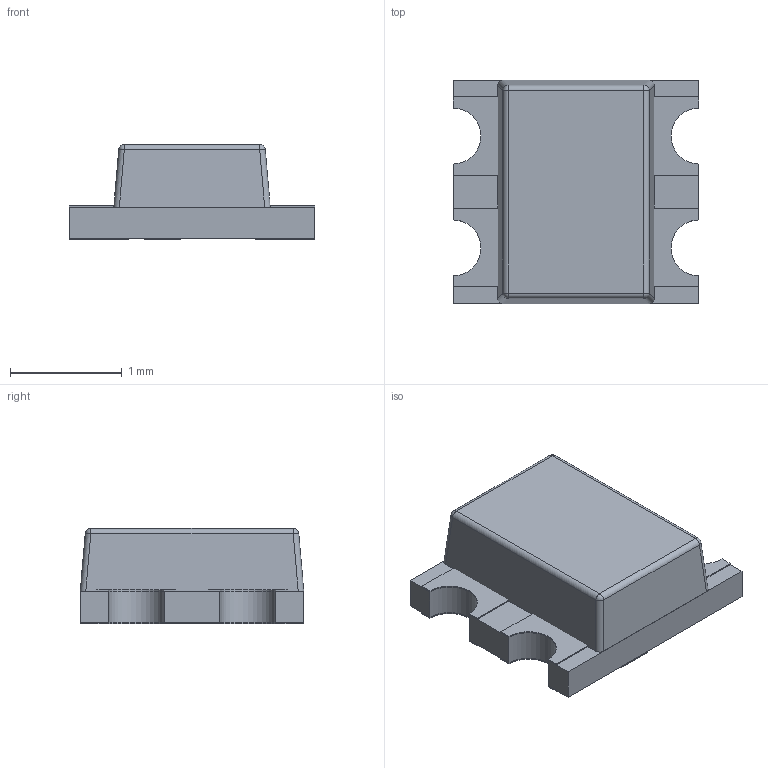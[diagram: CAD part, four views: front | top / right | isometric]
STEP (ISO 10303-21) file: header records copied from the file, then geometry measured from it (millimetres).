
FILE_DESCRIPTION(/* description */ (''),/* implementation_level */ '2;1');
FILE_NAME(/* name */ 'WS2812B-2020.step',/* time_stamp */ '2021-01-22T20:44:43+01:00',/* author */ (''),/* organization */ (''),/* preprocessor_version */ 'ST-DEVELOPER v18.1',/* originating_system */ 'Autodesk Translation Framework v9.7.0.1280',/* authorisation */ '');
FILE_SCHEMA (('AUTOMOTIVE_DESIGN { 1 0 10303 214 3 1 1 }'));
Length unit declared in the file: millimetre
Products named in the file (1): WS2812B-2020
Bounding box: 2.2 x 2 x 0.85 mm (x, y, z)
Volume: 2.6 mm3; surface area: 25.5 mm2
Topology: 11 solids, 11 shells, 102 faces, 228 edges, 148 vertices
Faces by surface type: plane 78, cylinder 20, sphere 4
Entity records: 2851 total; most frequent: CARTESIAN_POINT 479, DIRECTION 474, ORIENTED_EDGE 456, EDGE_CURVE 228, LINE 188, VECTOR 188, VERTEX_POINT 148, AXIS2_PLACEMENT_3D 143
